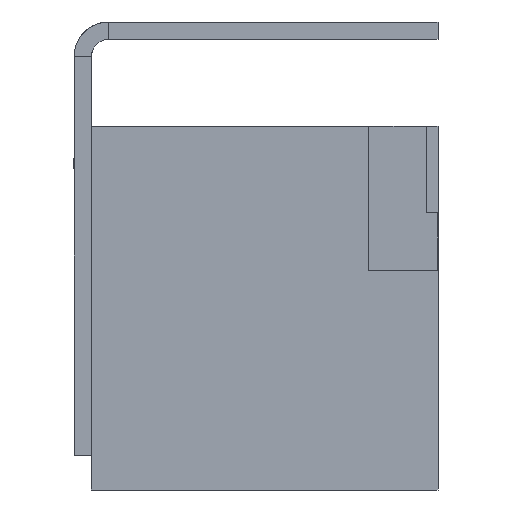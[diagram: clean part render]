
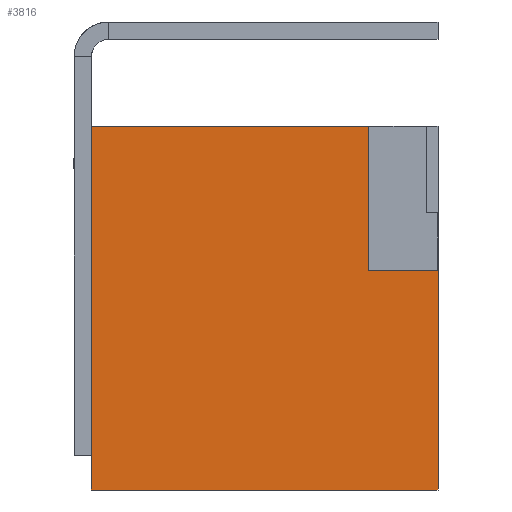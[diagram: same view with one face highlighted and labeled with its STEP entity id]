
A CAD part, left-side view. The second image highlights one B-rep face of the part: STEP entity #3816.
In plain terms, the highlighted planar face has unit normal (-1, 0, 0).
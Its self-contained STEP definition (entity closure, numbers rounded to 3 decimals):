
#3816=ADVANCED_FACE('',(#9692),#9694,.F.);
#9692=FACE_BOUND('',#9693,.T.);
#9693=EDGE_LOOP('',(#12007,#12008,#12009,#12010,#12011,#12012));
#9694=PLANE('',#9695);
#9695=AXIS2_PLACEMENT_3D('',#9696,#9697,#9698);
#9696=CARTESIAN_POINT('',(-6.25,-3.,6.3));
#9697=DIRECTION('',(1.,0.,0.));
#9698=DIRECTION('',(0.,0.,-1.));
#12007=ORIENTED_EDGE('',*,*,#13229,.F.);
#12008=ORIENTED_EDGE('',*,*,#13230,.F.);
#12009=ORIENTED_EDGE('',*,*,#13231,.T.);
#12010=ORIENTED_EDGE('',*,*,#13232,.T.);
#12011=ORIENTED_EDGE('',*,*,#13233,.F.);
#12012=ORIENTED_EDGE('',*,*,#13234,.F.);
#13229=EDGE_CURVE('',#15118,#15119,#15120,.T.);
#13230=EDGE_CURVE('',#15121,#15118,#15122,.T.);
#13231=EDGE_CURVE('',#15121,#15123,#15124,.T.);
#13232=EDGE_CURVE('',#15123,#15125,#15126,.T.);
#13233=EDGE_CURVE('',#15127,#15125,#15128,.T.);
#13234=EDGE_CURVE('',#15119,#15127,#15129,.T.);
#15118=VERTEX_POINT('',#26386);
#15119=VERTEX_POINT('',#26387);
#15120=LINE('',#26388,#26389);
#15121=VERTEX_POINT('',#26391);
#15122=LINE('',#26392,#26393);
#15123=VERTEX_POINT('',#26395);
#15124=LINE('',#26396,#26397);
#15125=VERTEX_POINT('',#26399);
#15126=LINE('',#26400,#26401);
#15127=VERTEX_POINT('',#26403);
#15128=LINE('',#26404,#26405);
#15129=LINE('',#26407,#26408);
#26386=CARTESIAN_POINT('',(-6.25,-1.8,6.3));
#26387=CARTESIAN_POINT('',(-6.25,-1.8,3.8));
#26388=CARTESIAN_POINT('',(-6.25,-1.8,6.3));
#26389=VECTOR('',#26390,1.);
#26390=DIRECTION('',(0.,0.,-1.));
#26391=CARTESIAN_POINT('',(-6.25,3.,6.3));
#26392=CARTESIAN_POINT('',(-6.25,3.,6.3));
#26393=VECTOR('',#26394,1.);
#26394=DIRECTION('',(0.,-1.,0.));
#26395=CARTESIAN_POINT('',(-6.25,3.,0.));
#26396=CARTESIAN_POINT('',(-6.25,3.,6.3));
#26397=VECTOR('',#26398,1.);
#26398=DIRECTION('',(0.,0.,-1.));
#26399=CARTESIAN_POINT('',(-6.25,-3.,0.));
#26400=CARTESIAN_POINT('',(-6.25,3.,0.));
#26401=VECTOR('',#26402,1.);
#26402=DIRECTION('',(0.,-1.,0.));
#26403=CARTESIAN_POINT('',(-6.25,-3.,3.8));
#26404=CARTESIAN_POINT('',(-6.25,-3.,3.8));
#26405=VECTOR('',#26406,1.);
#26406=DIRECTION('',(0.,0.,-1.));
#26407=CARTESIAN_POINT('',(-6.25,-1.8,3.8));
#26408=VECTOR('',#26409,1.);
#26409=DIRECTION('',(0.,-1.,0.));
